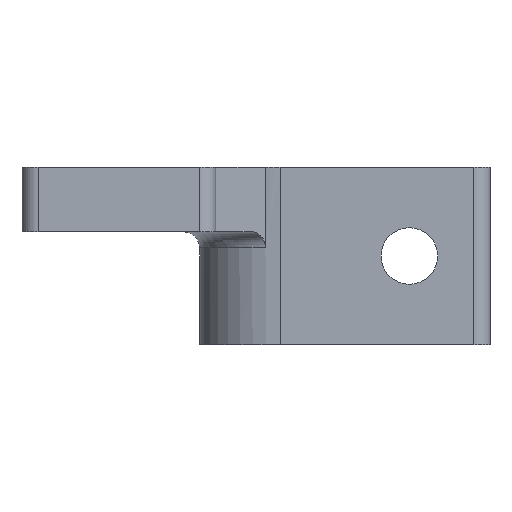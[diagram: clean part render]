
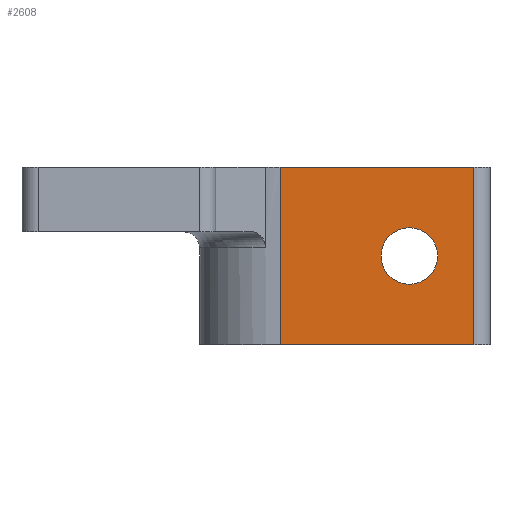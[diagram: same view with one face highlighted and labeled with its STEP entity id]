
A CAD part, left-side view. The second image highlights one B-rep face of the part: STEP entity #2608.
In plain terms, the highlighted planar face has unit normal (-1, 0, 0).
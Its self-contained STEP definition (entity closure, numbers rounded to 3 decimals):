
#1929=CARTESIAN_POINT('Vertex',(-6.5,-13.75,0.)) ;
#1932=CARTESIAN_POINT('Axis2P3D Location',(-6.5,-12.,0.)) ;
#1936=CARTESIAN_POINT('Vertex',(-6.5,-10.25,0.)) ;
#1951=CARTESIAN_POINT('Axis2P3D Location',(-6.5,-12.,0.)) ;
#2552=CARTESIAN_POINT('Vertex',(-6.5,-16.,-5.5)) ;
#2559=CARTESIAN_POINT('Vertex',(-6.5,-16.,5.5)) ;
#2562=CARTESIAN_POINT('Line Origine',(-6.5,-16.,0.)) ;
#2574=CARTESIAN_POINT('Axis2P3D Location',(-6.5,-17.,5.5)) ;
#2579=CARTESIAN_POINT('Line Origine',(-6.5,-10.,-5.5)) ;
#2583=CARTESIAN_POINT('Vertex',(-6.5,-4.,-5.5)) ;
#2586=CARTESIAN_POINT('Line Origine',(-6.5,-10.,5.5)) ;
#2590=CARTESIAN_POINT('Vertex',(-6.5,-4.,5.5)) ;
#2593=CARTESIAN_POINT('Line Origine',(-6.5,-4.,0.)) ;
#1933=DIRECTION('Axis2P3D Direction',(-1.,-0.,0.)) ;
#1952=DIRECTION('Axis2P3D Direction',(-1.,-0.,0.)) ;
#2563=DIRECTION('Vector Direction',(0.,0.,-1.)) ;
#2575=DIRECTION('Axis2P3D Direction',(-1.,0.,0.)) ;
#2576=DIRECTION('Axis2P3D XDirection',(0.,1.,0.)) ;
#2580=DIRECTION('Vector Direction',(0.,1.,0.)) ;
#2587=DIRECTION('Vector Direction',(0.,1.,0.)) ;
#2594=DIRECTION('Vector Direction',(0.,0.,-1.)) ;
#1934=AXIS2_PLACEMENT_3D('Circle Axis2P3D',#1932,#1933,$) ;
#1953=AXIS2_PLACEMENT_3D('Circle Axis2P3D',#1951,#1952,$) ;
#2577=AXIS2_PLACEMENT_3D('Plane Axis2P3D',#2574,#2575,#2576) ;
#2599=ORIENTED_EDGE('',*,*,#2585,.F.) ;
#2600=ORIENTED_EDGE('',*,*,#2566,.F.) ;
#2601=ORIENTED_EDGE('',*,*,#2592,.F.) ;
#2602=ORIENTED_EDGE('',*,*,#2597,.T.) ;
#2605=ORIENTED_EDGE('',*,*,#1955,.F.) ;
#2606=ORIENTED_EDGE('',*,*,#1938,.F.) ;
#2607=FACE_BOUND('',#2604,.T.) ;
#2564=VECTOR('Line Direction',#2563,1.) ;
#2581=VECTOR('Line Direction',#2580,1.) ;
#2588=VECTOR('Line Direction',#2587,1.) ;
#2595=VECTOR('Line Direction',#2594,1.) ;
#2608=ADVANCED_FACE('Corps principal',(#2603,#2607),#2578,.T.) ;
#1935=CIRCLE('generated circle',#1934,1.75) ;
#1954=CIRCLE('generated circle',#1953,1.75) ;
#1938=EDGE_CURVE('',#1930,#1937,#1935,.T.) ;
#1955=EDGE_CURVE('',#1937,#1930,#1954,.T.) ;
#2566=EDGE_CURVE('',#2560,#2553,#2565,.T.) ;
#2585=EDGE_CURVE('',#2553,#2584,#2582,.T.) ;
#2592=EDGE_CURVE('',#2591,#2560,#2589,.F.) ;
#2597=EDGE_CURVE('',#2591,#2584,#2596,.T.) ;
#2598=EDGE_LOOP('',(#2599,#2600,#2601,#2602)) ;
#2604=EDGE_LOOP('',(#2605,#2606)) ;
#2603=FACE_OUTER_BOUND('',#2598,.T.) ;
#2565=LINE('Line',#2562,#2564) ;
#2582=LINE('Line',#2579,#2581) ;
#2589=LINE('Line',#2586,#2588) ;
#2596=LINE('Line',#2593,#2595) ;
#2578=PLANE('',#2577) ;
#1930=VERTEX_POINT('',#1929) ;
#1937=VERTEX_POINT('',#1936) ;
#2553=VERTEX_POINT('',#2552) ;
#2560=VERTEX_POINT('',#2559) ;
#2584=VERTEX_POINT('',#2583) ;
#2591=VERTEX_POINT('',#2590) ;
